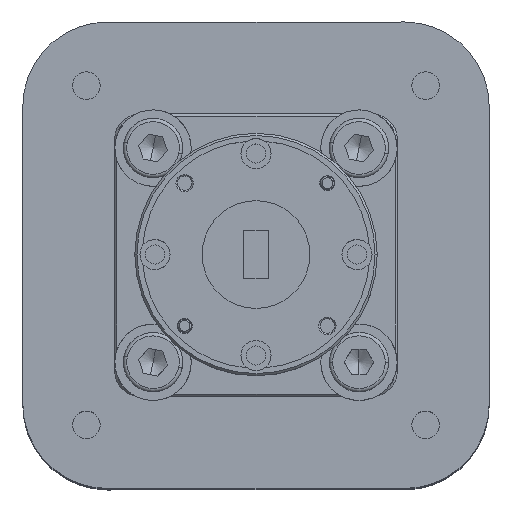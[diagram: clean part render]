
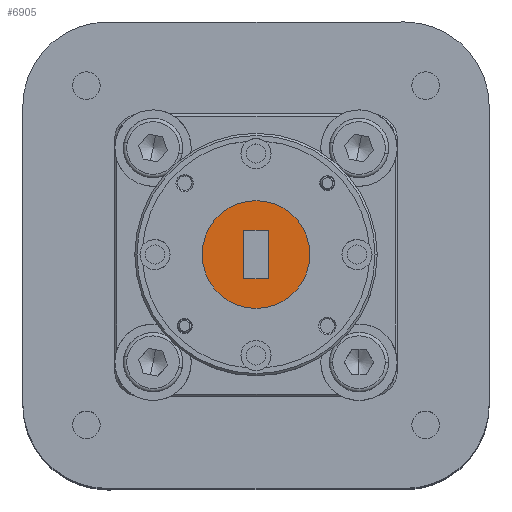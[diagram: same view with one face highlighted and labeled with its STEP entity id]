
A CAD part, top view. The second image highlights one B-rep face of the part: STEP entity #6905.
In plain terms, the highlighted planar face has unit normal (0, 0, 1).
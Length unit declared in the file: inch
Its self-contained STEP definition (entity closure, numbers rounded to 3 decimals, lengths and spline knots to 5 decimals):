
#85 = LINE ( 'NONE', #16472, #14633 ) ;
#293 = DIRECTION ( 'NONE',  ( 0., 1., 0. ) ) ;
#1140 = CARTESIAN_POINT ( 'NONE',  ( -4.09707, 0.87239, 4.62766 ) ) ;
#1147 = CARTESIAN_POINT ( 'NONE',  ( -4.15307, 0.76039, 4.62766 ) ) ;
#1650 = LINE ( 'NONE', #5101, #8165 ) ;
#1722 = DIRECTION ( 'NONE',  ( 0., -1., 0. ) ) ;
#2021 = AXIS2_PLACEMENT_3D ( 'NONE', #1147, #13856, #21227 ) ;
#2082 = CARTESIAN_POINT ( 'NONE',  ( -4.20907, 0.87239, 4.62766 ) ) ;
#2093 = VERTEX_POINT ( 'NONE', #14160 ) ;
#2271 = ORIENTED_EDGE ( 'NONE', *, *, #7330, .T. ) ;
#2683 = AXIS2_PLACEMENT_3D ( 'NONE', #10279, #13713, #15965 ) ;
#2930 = CARTESIAN_POINT ( 'NONE',  ( -4.15307, 0.76039, 4.62766 ) ) ;
#3597 = LINE ( 'NONE', #11098, #13693 ) ;
#3662 = EDGE_CURVE ( 'NONE', #20975, #16644, #1650, .T. ) ;
#3798 = CARTESIAN_POINT ( 'NONE',  ( -4.20907, 0.64839, 4.62766 ) ) ;
#3830 = CIRCLE ( 'NONE', #2683, 0.25 ) ;
#5101 = CARTESIAN_POINT ( 'NONE',  ( -4.20907, 0.87239, 4.62766 ) ) ;
#5189 = VERTEX_POINT ( 'NONE', #8208 ) ;
#5722 = EDGE_CURVE ( 'NONE', #5189, #13223, #18718, .T. ) ;
#6626 = DIRECTION ( 'NONE',  ( 1., 0., 0. ) ) ;
#6905 = ADVANCED_FACE ( 'NONE', ( #6970, #12434 ), #21232, .T. ) ;
#6970 = FACE_BOUND ( 'NONE', #11973, .T. ) ;
#7011 = DIRECTION ( 'NONE',  ( -1., 0., 0. ) ) ;
#7069 = EDGE_CURVE ( 'NONE', #16644, #19210, #18360, .T. ) ;
#7330 = EDGE_CURVE ( 'NONE', #13223, #5189, #3830, .T. ) ;
#7399 = EDGE_CURVE ( 'NONE', #2093, #20975, #3597, .T. ) ;
#8165 = VECTOR ( 'NONE', #7011, 39.37008 ) ;
#8208 = CARTESIAN_POINT ( 'NONE',  ( -4.40307, 0.76039, 4.62766 ) ) ;
#9515 = ORIENTED_EDGE ( 'NONE', *, *, #7069, .F. ) ;
#9947 = EDGE_CURVE ( 'NONE', #19210, #2093, #85, .T. ) ;
#10028 = ORIENTED_EDGE ( 'NONE', *, *, #9947, .F. ) ;
#10279 = CARTESIAN_POINT ( 'NONE',  ( -4.15307, 0.76039, 4.62766 ) ) ;
#11098 = CARTESIAN_POINT ( 'NONE',  ( -4.09707, 0.87239, 4.62766 ) ) ;
#11973 = EDGE_LOOP ( 'NONE', ( #18168, #10028, #9515, #14813 ) ) ;
#12434 = FACE_OUTER_BOUND ( 'NONE', #15020, .T. ) ;
#13223 = VERTEX_POINT ( 'NONE', #21434 ) ;
#13693 = VECTOR ( 'NONE', #293, 39.37008 ) ;
#13713 = DIRECTION ( 'NONE',  ( 0., 0., 1. ) ) ;
#13856 = DIRECTION ( 'NONE',  ( 0., 0., 1. ) ) ;
#14160 = CARTESIAN_POINT ( 'NONE',  ( -4.09707, 0.64839, 4.62766 ) ) ;
#14633 = VECTOR ( 'NONE', #21827, 39.37008 ) ;
#14813 = ORIENTED_EDGE ( 'NONE', *, *, #3662, .F. ) ;
#15020 = EDGE_LOOP ( 'NONE', ( #2271, #20897 ) ) ;
#15949 = VECTOR ( 'NONE', #1722, 39.37008 ) ;
#15965 = DIRECTION ( 'NONE',  ( 1., 0., 0. ) ) ;
#16247 = CARTESIAN_POINT ( 'NONE',  ( -4.20907, 0.87239, 4.62766 ) ) ;
#16472 = CARTESIAN_POINT ( 'NONE',  ( -4.20907, 0.64839, 4.62766 ) ) ;
#16644 = VERTEX_POINT ( 'NONE', #16247 ) ;
#18168 = ORIENTED_EDGE ( 'NONE', *, *, #7399, .F. ) ;
#18360 = LINE ( 'NONE', #2082, #15949 ) ;
#18718 = CIRCLE ( 'NONE', #2021, 0.25 ) ;
#19210 = VERTEX_POINT ( 'NONE', #3798 ) ;
#19671 = DIRECTION ( 'NONE',  ( 0., 0., 1. ) ) ;
#20897 = ORIENTED_EDGE ( 'NONE', *, *, #5722, .T. ) ;
#20975 = VERTEX_POINT ( 'NONE', #1140 ) ;
#21227 = DIRECTION ( 'NONE',  ( 1., 0., 0. ) ) ;
#21232 = PLANE ( 'NONE',  #22418 ) ;
#21434 = CARTESIAN_POINT ( 'NONE',  ( -3.90307, 0.76039, 4.62766 ) ) ;
#21827 = DIRECTION ( 'NONE',  ( 1., 0., 0. ) ) ;
#22418 = AXIS2_PLACEMENT_3D ( 'NONE', #2930, #19671, #6626 ) ;
